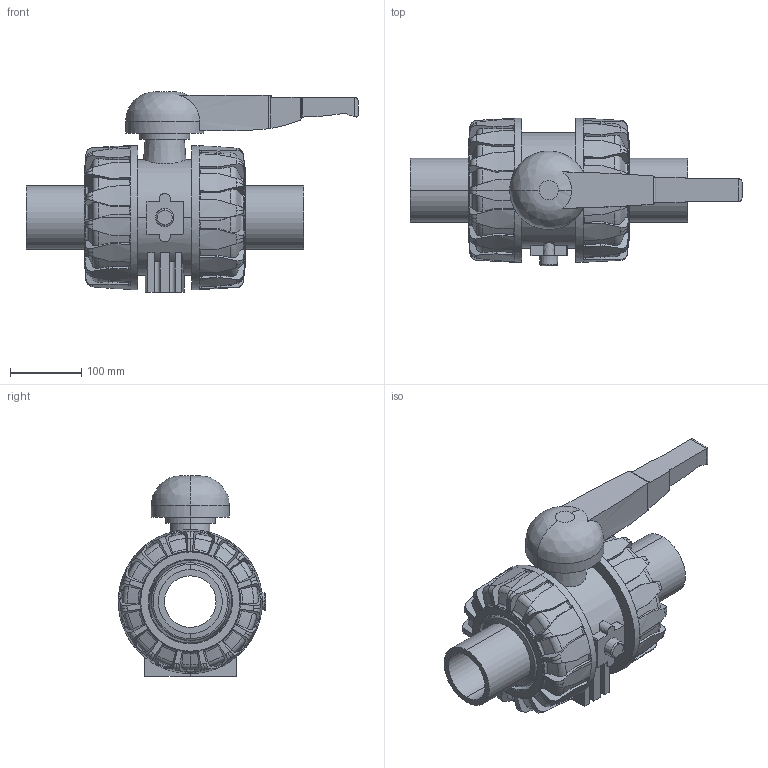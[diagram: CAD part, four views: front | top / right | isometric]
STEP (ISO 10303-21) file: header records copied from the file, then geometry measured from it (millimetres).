
FILE_DESCRIPTION(('STEP AP214'),'1');
FILE_NAME('vkdbm090e.stp','2018-03-06T12:28:07',('TraceParts'),('TraceParts S.A.'),'Spatial InterOp 3D',' ',' ');
FILE_SCHEMA(('automotive_design'));
Length unit declared in the file: millimetre
Products named in the file (6): vkdbm090e_1; vkdbm090e_2; vkdbm090e_3; vkdbm090e_4; vkdbm090e_5; vkdbm090e_6
Bounding box: 467.3 x 207.3 x 282 mm (x, y, z)
Volume: 6263911.9 mm3; surface area: 675998.2 mm2
Topology: 6 solids, 6 shells, 741 faces, 2072 edges, 1351 vertices
Faces by surface type: cylinder 206, plane 201, torus 172, cone 148, bspline 14
Entity records: 36120 total; most frequent: CARTESIAN_POINT 11700, ORIENTED_EDGE 4144, DIRECTION 3678, EDGE_CURVE 2072, AXIS2_PLACEMENT_3D 1636, VERTEX_POINT 1351, B_SPLINE_CURVE_WITH_KNOTS 761, EDGE_LOOP 759
